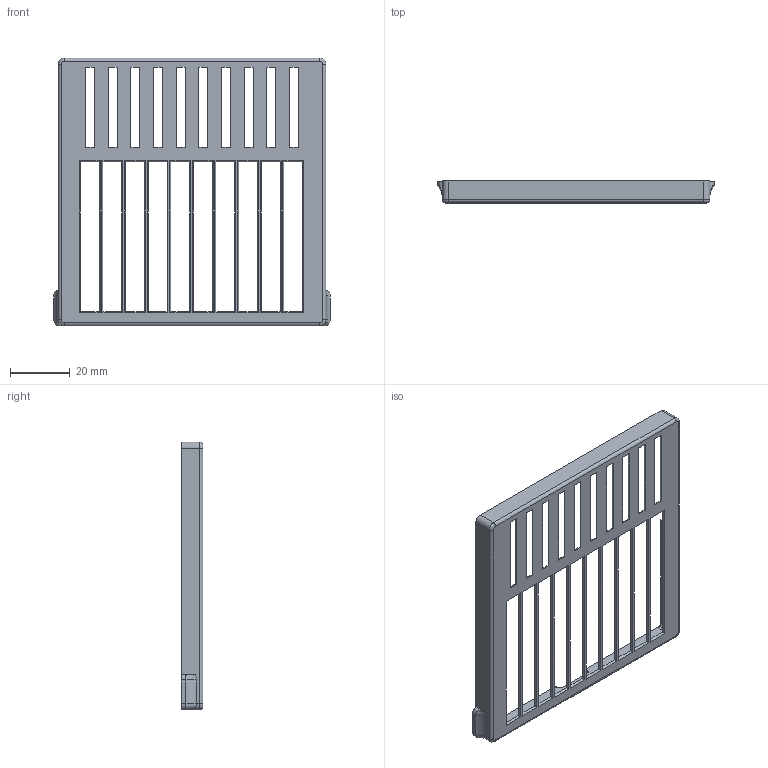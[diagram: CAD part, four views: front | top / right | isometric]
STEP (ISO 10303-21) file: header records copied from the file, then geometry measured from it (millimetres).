
FILE_DESCRIPTION(/* description */ (''),/* implementation_level */ '2;1');
FILE_NAME(/* name */ 'cover.stp',/* time_stamp */ '2018-02-08T12:42:33+01:00',/* author */ ('erwin'),/* organization */ (''),/* preprocessor_version */ 'ST-DEVELOPER v16.13',/* originating_system */ 'Autodesk Inventor 2018',/* authorisation */ '');
FILE_SCHEMA (('AUTOMOTIVE_DESIGN { 1 0 10303 214 3 1 1 }'));
Length unit declared in the file: millimetre
Products named in the file (1): cover
Bounding box: 93 x 7.25 x 90 mm (x, y, z)
Volume: 7174.4 mm3; surface area: 14149.6 mm2
Topology: 1 solids, 1 shells, 172 faces, 500 edges, 328 vertices
Faces by surface type: plane 85, cylinder 75, bspline 12
Entity records: 6133 total; most frequent: CARTESIAN_POINT 1418, ORIENTED_EDGE 996, DIRECTION 932, EDGE_CURVE 498, LINE 364, VECTOR 364, VERTEX_POINT 328, AXIS2_PLACEMENT_3D 284
